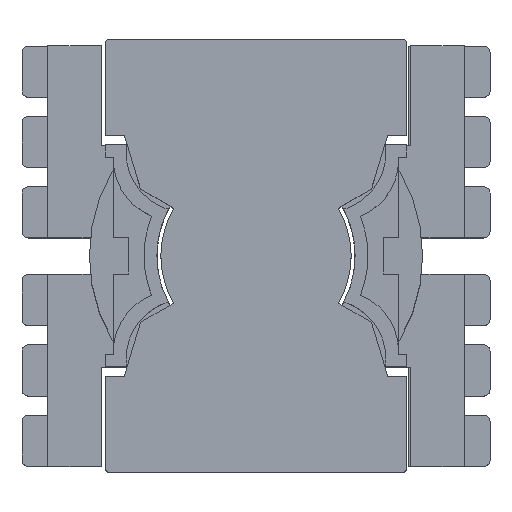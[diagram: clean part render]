
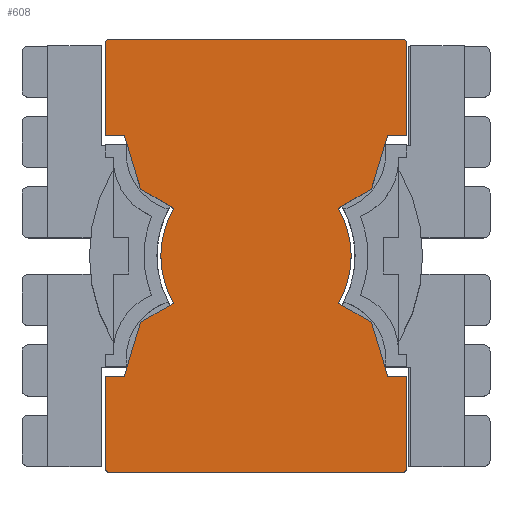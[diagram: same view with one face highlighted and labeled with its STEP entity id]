
A CAD part, top view. The second image highlights one B-rep face of the part: STEP entity #608.
In plain terms, the highlighted planar face has unit normal (0, 0, 1).
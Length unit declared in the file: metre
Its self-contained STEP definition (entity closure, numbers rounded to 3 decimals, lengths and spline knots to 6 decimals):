
#608=ADVANCED_FACE('0:3223',(#1193),#1194,.T.);
#1193=FACE_OUTER_BOUND('',#1956,.T.);
#1194=PLANE('',#1957);
#1956=EDGE_LOOP('',(#4038,#4039,#4040,#4041,#4042,#4043,#4044,#4045,#4046,#4047,#4048,#4049,#4050,#4051,#4052,#4053,#4054,#4055,#4056,#4057,#4058,#4059,#4060,#4061,#4062,#4063));
#1957=AXIS2_PLACEMENT_3D('',#4064,#4065,#4066);
#4038=ORIENTED_EDGE('',*,*,#5020,.F.);
#4039=ORIENTED_EDGE('',*,*,#5021,.T.);
#4040=ORIENTED_EDGE('',*,*,#5022,.F.);
#4041=ORIENTED_EDGE('',*,*,#5023,.T.);
#4042=ORIENTED_EDGE('',*,*,#4993,.T.);
#4043=ORIENTED_EDGE('',*,*,#5019,.T.);
#4044=ORIENTED_EDGE('',*,*,#5010,.F.);
#4045=ORIENTED_EDGE('',*,*,#4969,.F.);
#4046=ORIENTED_EDGE('',*,*,#4968,.F.);
#4047=ORIENTED_EDGE('',*,*,#5001,.T.);
#4048=ORIENTED_EDGE('',*,*,#5004,.T.);
#4049=ORIENTED_EDGE('',*,*,#4977,.F.);
#4050=ORIENTED_EDGE('',*,*,#5024,.F.);
#4051=ORIENTED_EDGE('',*,*,#5025,.F.);
#4052=ORIENTED_EDGE('',*,*,#5026,.T.);
#4053=ORIENTED_EDGE('',*,*,#5027,.F.);
#4054=ORIENTED_EDGE('',*,*,#5028,.T.);
#4055=ORIENTED_EDGE('',*,*,#4983,.T.);
#4056=ORIENTED_EDGE('',*,*,#4998,.F.);
#4057=ORIENTED_EDGE('',*,*,#5000,.F.);
#4058=ORIENTED_EDGE('',*,*,#4964,.F.);
#4059=ORIENTED_EDGE('',*,*,#4973,.F.);
#4060=ORIENTED_EDGE('',*,*,#5011,.T.);
#4061=ORIENTED_EDGE('',*,*,#5015,.F.);
#4062=ORIENTED_EDGE('',*,*,#4987,.F.);
#4063=ORIENTED_EDGE('',*,*,#5029,.F.);
#4064=CARTESIAN_POINT('',(0.,0.,0.017715));
#4065=DIRECTION('',(0.0,0.0,1.0));
#4066=DIRECTION('',(1.0,0.0,0.0));
#4964=EDGE_CURVE('0:3406',#6216,#6218,#6219,.T.);
#4968=EDGE_CURVE('0:3370',#6224,#6212,#6226,.T.);
#4969=EDGE_CURVE('0:3370',#6212,#6227,#6228,.T.);
#4973=EDGE_CURVE('0:3406',#6233,#6216,#6235,.T.);
#4977=EDGE_CURVE('0:3379',#6239,#6242,#6243,.T.);
#4983=EDGE_CURVE('0:3397',#6254,#6252,#6255,.T.);
#4987=EDGE_CURVE('0:3415',#6259,#6262,#6263,.T.);
#4993=EDGE_CURVE('0:3361',#6274,#6272,#6275,.T.);
#4998=EDGE_CURVE('0:3400',#6281,#6252,#6283,.T.);
#5000=EDGE_CURVE('0:3403',#6218,#6281,#6285,.T.);
#5001=EDGE_CURVE('0:3373',#6224,#6286,#6287,.T.);
#5004=EDGE_CURVE('0:3376',#6286,#6242,#6291,.T.);
#5010=EDGE_CURVE('0:3367',#6227,#6295,#6299,.T.);
#5011=EDGE_CURVE('0:3409',#6233,#6300,#6301,.T.);
#5015=EDGE_CURVE('0:3412',#6262,#6300,#6306,.T.);
#5019=EDGE_CURVE('0:3364',#6272,#6295,#6310,.T.);
#5020=EDGE_CURVE('0:3325',#6311,#6312,#6313,.F.);
#5021=EDGE_CURVE('0:3343',#6311,#6314,#6315,.T.);
#5022=EDGE_CURVE('0:3355',#6316,#6314,#6317,.F.);
#5023=EDGE_CURVE('0:3358',#6316,#6274,#6318,.T.);
#5024=EDGE_CURVE('0:3382',#6319,#6239,#6320,.T.);
#5025=EDGE_CURVE('0:3385',#6321,#6319,#6322,.F.);
#5026=EDGE_CURVE('0:3388',#6321,#6323,#6324,.T.);
#5027=EDGE_CURVE('0:3391',#6325,#6323,#6326,.F.);
#5028=EDGE_CURVE('0:3394',#6325,#6254,#6327,.T.);
#5029=EDGE_CURVE('0:3346',#6312,#6259,#6328,.T.);
#6212=VERTEX_POINT('',#7939);
#6216=VERTEX_POINT('',#7944);
#6218=VERTEX_POINT('',#7947);
#6219=CIRCLE('',#7948,0.006);
#6224=VERTEX_POINT('',#7954);
#6226=CIRCLE('',#7957,0.006);
#6227=VERTEX_POINT('',#7958);
#6228=CIRCLE('',#7959,0.006);
#6233=VERTEX_POINT('',#7965);
#6235=CIRCLE('',#7968,0.006);
#6239=VERTEX_POINT('',#7972);
#6242=VERTEX_POINT('',#7976);
#6243=LINE('',#7977,#7978);
#6252=VERTEX_POINT('',#7991);
#6254=VERTEX_POINT('',#7994);
#6255=LINE('',#7995,#7996);
#6259=VERTEX_POINT('',#8002);
#6262=VERTEX_POINT('',#8006);
#6263=LINE('',#8007,#8008);
#6272=VERTEX_POINT('',#8021);
#6274=VERTEX_POINT('',#8024);
#6275=LINE('',#8025,#8026);
#6281=VERTEX_POINT('',#8035);
#6283=LINE('',#8038,#8039);
#6285=LINE('',#8042,#8043);
#6286=VERTEX_POINT('',#8044);
#6287=LINE('',#8045,#8046);
#6291=LINE('',#8052,#8053);
#6295=VERTEX_POINT('',#8058);
#6299=LINE('',#8064,#8065);
#6300=VERTEX_POINT('',#8066);
#6301=LINE('',#8067,#8068);
#6306=LINE('',#8076,#8077);
#6310=LINE('',#8082,#8083);
#6311=VERTEX_POINT('',#8084);
#6312=VERTEX_POINT('',#8085);
#6313=CIRCLE('',#8086,0.00025);
#6314=VERTEX_POINT('',#8087);
#6315=LINE('',#8088,#8089);
#6316=VERTEX_POINT('',#8090);
#6317=CIRCLE('',#8091,0.00025);
#6318=LINE('',#8092,#8093);
#6319=VERTEX_POINT('',#8094);
#6320=LINE('',#8095,#8096);
#6321=VERTEX_POINT('',#8097);
#6322=CIRCLE('',#8098,0.00025);
#6323=VERTEX_POINT('',#8099);
#6324=LINE('',#8100,#8101);
#6325=VERTEX_POINT('',#8102);
#6326=CIRCLE('',#8103,0.00025);
#6327=LINE('',#8104,#8105);
#6328=LINE('',#8106,#8107);
#7939=CARTESIAN_POINT('',(0.006,0.,0.017715));
#7944=CARTESIAN_POINT('',(-0.006,0.,0.017715));
#7947=CARTESIAN_POINT('',(-0.005196,0.003,0.017715));
#7948=AXIS2_PLACEMENT_3D('',#9072,#9073,#9074);
#7954=CARTESIAN_POINT('',(0.005196,0.003,0.017715));
#7957=AXIS2_PLACEMENT_3D('',#9080,#9081,#9082);
#7958=CARTESIAN_POINT('',(0.005196,-0.003,0.017715));
#7959=AXIS2_PLACEMENT_3D('',#9083,#9084,#9085);
#7965=CARTESIAN_POINT('',(-0.005196,-0.003,0.017715));
#7968=AXIS2_PLACEMENT_3D('',#9091,#9092,#9093);
#7972=CARTESIAN_POINT('',(0.0095,0.007594,0.017715));
#7976=CARTESIAN_POINT('',(0.0083,0.007594,0.017715));
#7977=CARTESIAN_POINT('',(0.00475,0.007594,0.017715));
#7978=VECTOR('',#9101,1.0);
#7991=CARTESIAN_POINT('',(-0.0083,0.007594,0.017715));
#7994=CARTESIAN_POINT('',(-0.0095,0.007594,0.017715));
#7995=CARTESIAN_POINT('',(-0.00475,0.007594,0.017715));
#7996=VECTOR('',#9107,1.0);
#8002=CARTESIAN_POINT('',(-0.0095,-0.007594,0.017715));
#8006=CARTESIAN_POINT('',(-0.0083,-0.007594,0.017715));
#8007=CARTESIAN_POINT('',(-0.00475,-0.007594,0.017715));
#8008=VECTOR('',#9111,1.0);
#8021=CARTESIAN_POINT('',(0.0083,-0.007594,0.017715));
#8024=CARTESIAN_POINT('',(0.0095,-0.007594,0.017715));
#8025=CARTESIAN_POINT('',(0.00475,-0.007594,0.017715));
#8026=VECTOR('',#9117,1.0);
#8035=CARTESIAN_POINT('',(-0.007275,0.0042,0.017715));
#8038=CARTESIAN_POINT('',(-0.007275,0.0042,0.017715));
#8039=VECTOR('',#9122,0.001);
#8042=CARTESIAN_POINT('',(-0.005196,0.003,0.017715));
#8043=VECTOR('',#9124,0.001);
#8044=CARTESIAN_POINT('',(0.007275,0.0042,0.017715));
#8045=CARTESIAN_POINT('',(0.005196,0.003,0.017715));
#8046=VECTOR('',#9125,0.001);
#8052=CARTESIAN_POINT('',(0.007275,0.0042,0.017715));
#8053=VECTOR('',#9128,0.001);
#8058=CARTESIAN_POINT('',(0.007275,-0.0042,0.017715));
#8064=CARTESIAN_POINT('',(0.005196,-0.003,0.017715));
#8065=VECTOR('',#9138,0.001);
#8066=CARTESIAN_POINT('',(-0.007275,-0.0042,0.017715));
#8067=CARTESIAN_POINT('',(-0.005196,-0.003,0.017715));
#8068=VECTOR('',#9139,0.001);
#8076=CARTESIAN_POINT('',(-0.0083,-0.007594,0.017715));
#8077=VECTOR('',#9143,0.001);
#8082=CARTESIAN_POINT('',(0.0083,-0.007594,0.017715));
#8083=VECTOR('',#9151,0.001);
#8084=CARTESIAN_POINT('',(-0.00925,-0.01365,0.017715));
#8085=CARTESIAN_POINT('',(-0.0095,-0.0134,0.017715));
#8086=AXIS2_PLACEMENT_3D('',#9152,#9153,#9154);
#8087=CARTESIAN_POINT('',(0.00925,-0.01365,0.017715));
#8088=CARTESIAN_POINT('',(-0.004625,-0.01365,0.017715));
#8089=VECTOR('',#9155,1.0);
#8090=CARTESIAN_POINT('',(0.0095,-0.0134,0.017715));
#8091=AXIS2_PLACEMENT_3D('',#9156,#9157,#9158);
#8092=CARTESIAN_POINT('',(0.0095,-0.0067,0.017715));
#8093=VECTOR('',#9159,1.0);
#8094=CARTESIAN_POINT('',(0.0095,0.0134,0.017715));
#8095=CARTESIAN_POINT('',(0.0095,0.0067,0.017715));
#8096=VECTOR('',#9160,1.0);
#8097=CARTESIAN_POINT('',(0.00925,0.01365,0.017715));
#8098=AXIS2_PLACEMENT_3D('',#9161,#9162,#9163);
#8099=CARTESIAN_POINT('',(-0.00925,0.01365,0.017715));
#8100=CARTESIAN_POINT('',(0.004625,0.01365,0.017715));
#8101=VECTOR('',#9164,1.0);
#8102=CARTESIAN_POINT('',(-0.0095,0.0134,0.017715));
#8103=AXIS2_PLACEMENT_3D('',#9165,#9166,#9167);
#8104=CARTESIAN_POINT('',(-0.0095,0.0067,0.017715));
#8105=VECTOR('',#9168,1.0);
#8106=CARTESIAN_POINT('',(-0.0095,-0.0067,0.017715));
#8107=VECTOR('',#9169,1.0);
#9072=CARTESIAN_POINT('',(0.0,0.,0.017715));
#9073=DIRECTION('',(0.0,0.0,-1.0));
#9074=DIRECTION('',(1.0,0.0,0.0));
#9080=CARTESIAN_POINT('',(0.0,0.,0.017715));
#9081=DIRECTION('',(0.0,0.0,-1.0));
#9082=DIRECTION('',(1.0,0.0,0.0));
#9083=CARTESIAN_POINT('',(0.0,0.,0.017715));
#9084=DIRECTION('',(0.0,0.0,-1.0));
#9085=DIRECTION('',(1.0,0.0,0.0));
#9091=CARTESIAN_POINT('',(0.0,0.,0.017715));
#9092=DIRECTION('',(0.0,0.0,-1.0));
#9093=DIRECTION('',(1.0,0.0,0.0));
#9101=DIRECTION('',(-1.0,-0.0,0.0));
#9107=DIRECTION('',(1.0,0.0,-0.0));
#9111=DIRECTION('',(1.0,0.0,-0.0));
#9117=DIRECTION('',(-1.0,-0.0,0.0));
#9122=DIRECTION('',(-0.289,0.957,0.0));
#9124=DIRECTION('',(-0.866,0.5,0.0));
#9125=DIRECTION('',(0.866,0.5,0.0));
#9128=DIRECTION('',(0.289,0.957,0.0));
#9138=DIRECTION('',(0.866,-0.5,0.0));
#9139=DIRECTION('',(-0.866,-0.5,0.0));
#9143=DIRECTION('',(0.289,0.957,0.0));
#9151=DIRECTION('',(-0.289,0.957,0.0));
#9152=CARTESIAN_POINT('',(-0.00925,-0.0134,0.017715));
#9153=DIRECTION('',(0.0,0.0,1.0));
#9154=DIRECTION('',(1.0,0.0,0.0));
#9155=DIRECTION('',(1.0,0.0,-0.0));
#9156=CARTESIAN_POINT('',(0.00925,-0.0134,0.017715));
#9157=DIRECTION('',(0.0,0.0,1.0));
#9158=DIRECTION('',(1.0,0.0,0.0));
#9159=DIRECTION('',(0.0,1.0,0.0));
#9160=DIRECTION('',(0.0,-1.0,0.0));
#9161=CARTESIAN_POINT('',(0.00925,0.0134,0.017715));
#9162=DIRECTION('',(0.0,0.0,1.0));
#9163=DIRECTION('',(1.0,0.0,0.0));
#9164=DIRECTION('',(-1.0,-0.0,0.0));
#9165=CARTESIAN_POINT('',(-0.00925,0.0134,0.017715));
#9166=DIRECTION('',(0.0,0.0,1.0));
#9167=DIRECTION('',(1.0,0.0,0.0));
#9168=DIRECTION('',(0.0,-1.0,0.0));
#9169=DIRECTION('',(0.,1.0,-0.0));
